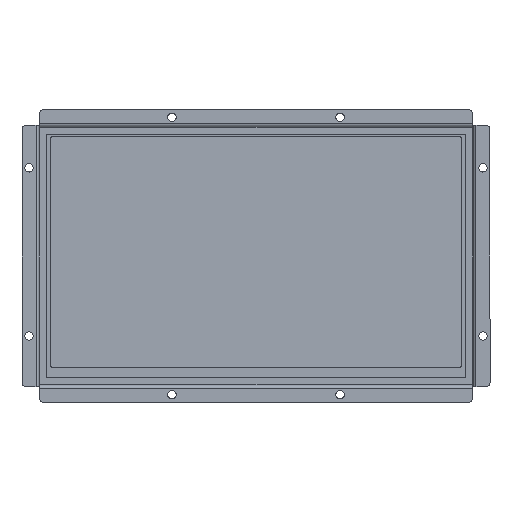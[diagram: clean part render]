
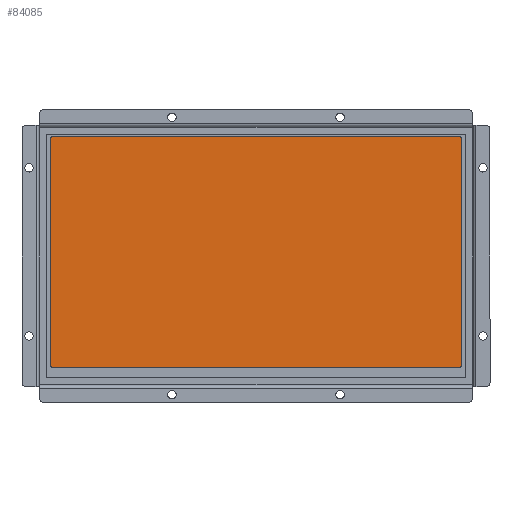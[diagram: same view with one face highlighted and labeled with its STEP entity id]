
A CAD part, front view. The second image highlights one B-rep face of the part: STEP entity #84085.
In plain terms, the highlighted face is planar.
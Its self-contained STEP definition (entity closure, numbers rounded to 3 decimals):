
#5775=PLANE('',#88813);
#8903=FACE_OUTER_BOUND('',#13388,.T.);
#13388=EDGE_LOOP('',(#59711,#59712,#59713,#59714,#59715,#59716,#59717,#59718));
#18366=LINE('',#118913,#27666);
#18367=LINE('',#118917,#27667);
#18368=LINE('',#118921,#27668);
#18369=LINE('',#118924,#27669);
#27666=VECTOR('',#95965,10.);
#27667=VECTOR('',#95968,10.);
#27668=VECTOR('',#95971,10.);
#27669=VECTOR('',#95974,10.);
#36818=CIRCLE('',#88798,2.);
#36819=CIRCLE('',#88799,2.);
#36820=CIRCLE('',#88800,2.);
#36821=CIRCLE('',#88801,2.);
#39108=VERTEX_POINT('',#118909);
#39109=VERTEX_POINT('',#118910);
#39110=VERTEX_POINT('',#118912);
#39111=VERTEX_POINT('',#118914);
#39112=VERTEX_POINT('',#118916);
#39113=VERTEX_POINT('',#118918);
#39114=VERTEX_POINT('',#118920);
#39115=VERTEX_POINT('',#118922);
#47159=EDGE_CURVE('',#39108,#39109,#36818,.T.);
#47160=EDGE_CURVE('',#39110,#39108,#18366,.T.);
#47161=EDGE_CURVE('',#39111,#39110,#36819,.T.);
#47162=EDGE_CURVE('',#39112,#39111,#18367,.T.);
#47163=EDGE_CURVE('',#39113,#39112,#36820,.T.);
#47164=EDGE_CURVE('',#39114,#39113,#18368,.T.);
#47165=EDGE_CURVE('',#39115,#39114,#36821,.T.);
#47166=EDGE_CURVE('',#39109,#39115,#18369,.T.);
#59711=ORIENTED_EDGE('',*,*,#47159,.T.);
#59712=ORIENTED_EDGE('',*,*,#47166,.T.);
#59713=ORIENTED_EDGE('',*,*,#47165,.T.);
#59714=ORIENTED_EDGE('',*,*,#47164,.T.);
#59715=ORIENTED_EDGE('',*,*,#47163,.T.);
#59716=ORIENTED_EDGE('',*,*,#47162,.T.);
#59717=ORIENTED_EDGE('',*,*,#47161,.T.);
#59718=ORIENTED_EDGE('',*,*,#47160,.T.);
#84085=ADVANCED_FACE('',(#8903),#5775,.T.);
#88798=AXIS2_PLACEMENT_3D('',#118911,#95963,#95964);
#88799=AXIS2_PLACEMENT_3D('',#118915,#95966,#95967);
#88800=AXIS2_PLACEMENT_3D('',#118919,#95969,#95970);
#88801=AXIS2_PLACEMENT_3D('',#118923,#95972,#95973);
#88813=AXIS2_PLACEMENT_3D('',#118956,#96010,#96011);
#95963=DIRECTION('center_axis',(0.,0.,1.));
#95964=DIRECTION('ref_axis',(-1.,0.,0.));
#95965=DIRECTION('',(0.,1.,0.));
#95966=DIRECTION('center_axis',(0.,0.,1.));
#95967=DIRECTION('ref_axis',(0.,1.,0.));
#95968=DIRECTION('',(1.,0.,0.));
#95969=DIRECTION('center_axis',(0.,0.,1.));
#95970=DIRECTION('ref_axis',(1.,0.,0.));
#95971=DIRECTION('',(0.,-1.,0.));
#95972=DIRECTION('center_axis',(0.,0.,1.));
#95973=DIRECTION('ref_axis',(0.,-1.,0.));
#95974=DIRECTION('',(-1.,0.,0.));
#96010=DIRECTION('center_axis',(0.,0.,1.));
#96011=DIRECTION('ref_axis',(1.,0.,0.));
#118909=CARTESIAN_POINT('',(146.735,83.48,9.4));
#118910=CARTESIAN_POINT('',(144.735,85.48,9.4));
#118911=CARTESIAN_POINT('Origin',(144.735,83.48,9.4));
#118912=CARTESIAN_POINT('',(146.735,-77.6,9.4));
#118913=CARTESIAN_POINT('',(146.735,-38.8,9.4));
#118914=CARTESIAN_POINT('',(144.735,-79.6,9.4));
#118915=CARTESIAN_POINT('Origin',(144.735,-77.6,9.4));
#118916=CARTESIAN_POINT('',(-144.735,-79.6,9.4));
#118917=CARTESIAN_POINT('',(-72.368,-79.6,9.4));
#118918=CARTESIAN_POINT('',(-146.735,-77.6,9.4));
#118919=CARTESIAN_POINT('Origin',(-144.735,-77.6,9.4));
#118920=CARTESIAN_POINT('',(-146.735,83.48,9.4));
#118921=CARTESIAN_POINT('',(-146.735,41.74,9.4));
#118922=CARTESIAN_POINT('',(-144.735,85.48,9.4));
#118923=CARTESIAN_POINT('Origin',(-144.735,83.48,9.4));
#118924=CARTESIAN_POINT('',(72.368,85.48,9.4));
#118956=CARTESIAN_POINT('Origin',(0.,0.,9.4));
